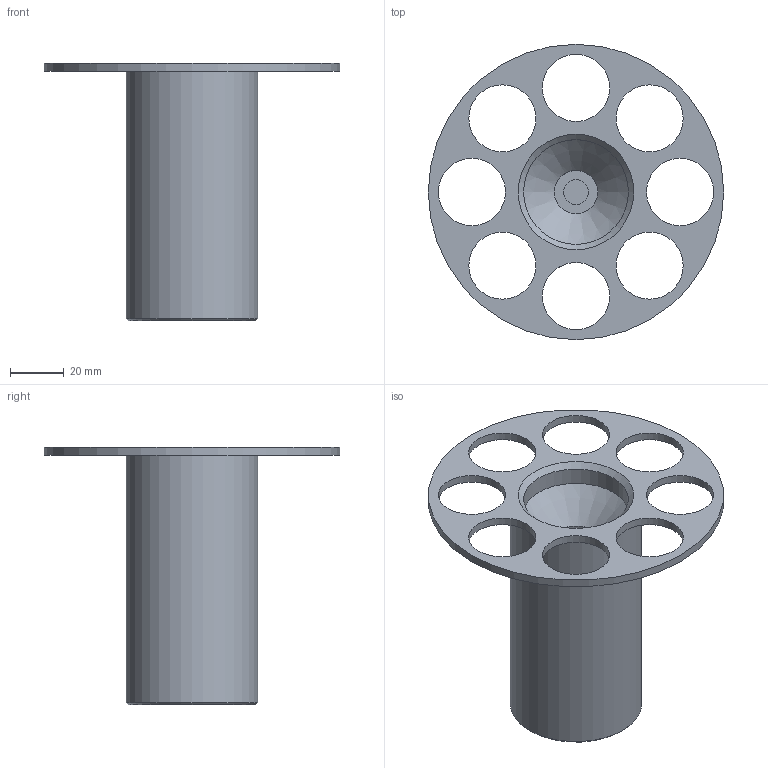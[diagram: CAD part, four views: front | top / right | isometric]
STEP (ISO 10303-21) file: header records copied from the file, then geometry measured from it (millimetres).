
FILE_DESCRIPTION(/* description */ (''),/* implementation_level */ '2;1');
FILE_NAME(/* name */ 'filament roll bearings 16mm.stp',/* time_stamp */ '2021-07-12T21:18:41+02:00',/* author */ ('luk'),/* organization */ (''),/* preprocessor_version */ 'ST-DEVELOPER v18',/* originating_system */ 'Autodesk Inventor 2020',/* authorisation */ '');
FILE_SCHEMA (('AUTOMOTIVE_DESIGN { 1 0 10303 214 3 1 1 }'));
Length unit declared in the file: millimetre
Products named in the file (1): filament roll bearings 16mm
Bounding box: 110 x 110 x 96 mm (x, y, z)
Volume: 167151.3 mm3; surface area: 32175 mm2
Topology: 1 solids, 1 shells, 23 faces, 62 edges, 45 vertices
Faces by surface type: cylinder 14, plane 6, cone 3
Full cylindrical faces by diameter (mm): 9.2 x1, 16.2 x2, 25 x8, 39 x1, 49 x1, 110 x1
Entity records: 842 total; most frequent: DIRECTION 155, CARTESIAN_POINT 131, ORIENTED_EDGE 124, AXIS2_PLACEMENT_3D 69, EDGE_CURVE 62, CIRCLE 45, VERTEX_POINT 45, EDGE_LOOP 43
